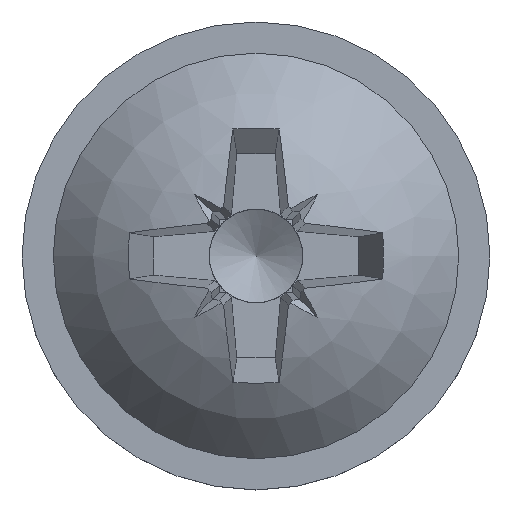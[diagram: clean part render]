
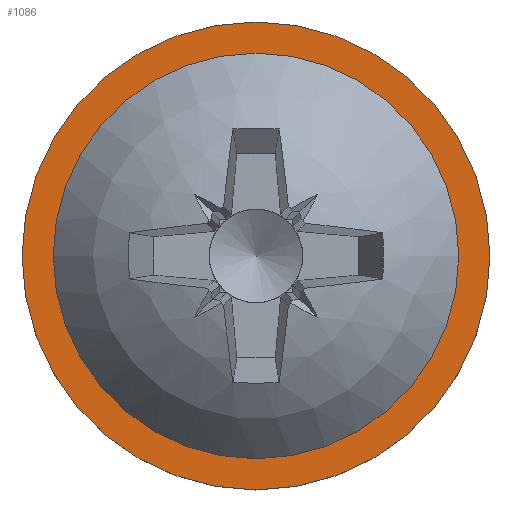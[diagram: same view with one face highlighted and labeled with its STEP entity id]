
A CAD part, top view. The second image highlights one B-rep face of the part: STEP entity #1086.
In plain terms, the highlighted planar face has unit normal (0, 0, 1).
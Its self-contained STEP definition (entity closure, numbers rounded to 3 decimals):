
#273=VERTEX_POINT('',#1532);
#303=VERTEX_POINT('',#1591);
#320=VERTEX_POINT('',#1717);
#395=CIRCLE('',#1176,3.9);
#396=CIRCLE('',#1177,3.9);
#397=CIRCLE('',#1183,4.5);
#462=EDGE_CURVE('',#303,#273,#395,.T.);
#463=EDGE_CURVE('',#273,#303,#396,.T.);
#490=EDGE_CURVE('',#320,#320,#397,.T.);
#678=ORIENTED_EDGE('',*,*,#490,.T.);
#679=ORIENTED_EDGE('',*,*,#462,.T.);
#680=ORIENTED_EDGE('',*,*,#463,.T.);
#950=EDGE_LOOP('',(#678));
#951=EDGE_LOOP('',(#679,#680));
#1018=FACE_BOUND('',#950,.T.);
#1019=FACE_BOUND('',#951,.T.);
#1086=ADVANCED_FACE('',(#1018,#1019),#3238,.T.);
#1176=AXIS2_PLACEMENT_3D('',#1590,#1330,#1331);
#1177=AXIS2_PLACEMENT_3D('',#1592,#1332,#1333);
#1182=AXIS2_PLACEMENT_3D('',#1715,#1352,$);
#1183=AXIS2_PLACEMENT_3D('',#1716,#1353,#1354);
#1330=DIRECTION('',(0.,0.,-1.));
#1331=DIRECTION('',(-3.9,0.,0.));
#1332=DIRECTION('',(0.,0.,-1.));
#1333=DIRECTION('',(-3.9,0.,0.));
#1352=DIRECTION('',(0.,0.,1.));
#1353=DIRECTION('',(0.,0.,1.));
#1354=DIRECTION('',(4.5,0.,0.));
#1532=CARTESIAN_POINT('',(3.9,0.,14.));
#1590=CARTESIAN_POINT('',(0.,0.,14.));
#1591=CARTESIAN_POINT('',(-3.9,0.,14.));
#1592=CARTESIAN_POINT('',(0.,0.,14.));
#1715=CARTESIAN_POINT('',(0.,0.,14.));
#1716=CARTESIAN_POINT('',(0.,0.,14.));
#1717=CARTESIAN_POINT('',(4.5,0.,14.));
#3238=PLANE('',#1182);
